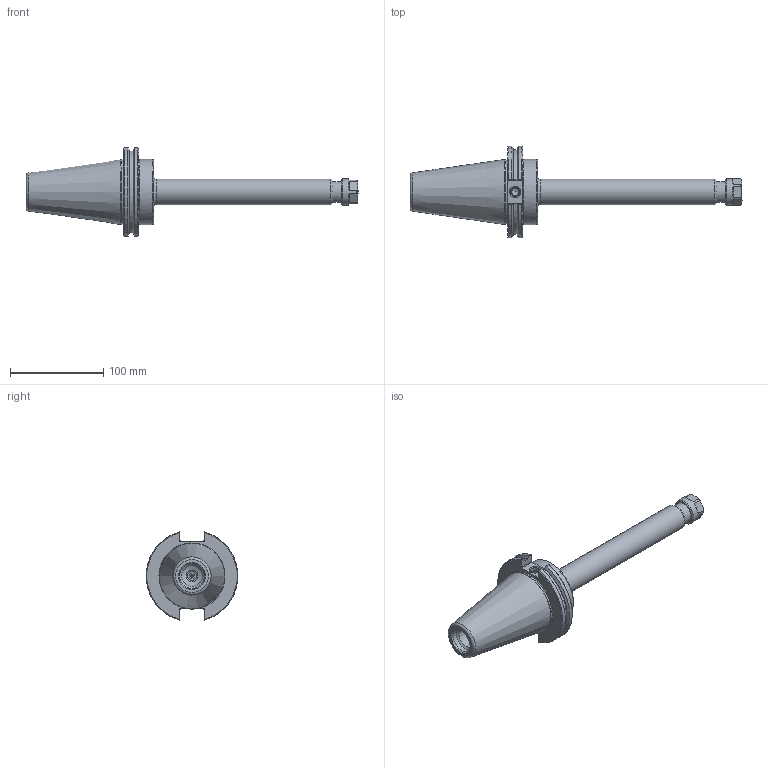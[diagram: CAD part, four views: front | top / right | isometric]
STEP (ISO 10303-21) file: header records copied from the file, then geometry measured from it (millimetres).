
FILE_DESCRIPTION((''),'2;1');
FILE_NAME('C50-16ER10.stp','2014-07-29T08:49:09',('kaykin'),(''),'Autodesk Inventor 2012','Autodesk Inventor 2012','');
FILE_SCHEMA(('AUTOMOTIVE_DESIGN { 1 0 10303 214 1 1 1 1 }'));
Length unit declared in the file: inch
Products named in the file (4): C50-16ER10; C50-16ER10-1; 16ERHN; BS-20
Assembly tree (3 placements, depth 2):
  C50-16ER10
    C50-16ER10-1
    16ERHN
    BS-20
Bounding box: 355.73 x 98.06 x 94.71 mm (x, y, z)
Volume: 475721.3 mm3; surface area: 78048.3 mm2
Topology: 3 solids, 3 shells, 146 faces, 367 edges, 234 vertices
Faces by surface type: plane 60, cylinder 39, cone 28, torus 11, bspline 8
Full cylindrical faces by diameter (mm): 2.286 x1, 8 x1, 9.462 x1, 9.728 x1, 10.135 x1, 10.973 x1, 11.176 x1, 12.7 x1, 12.9 x1, 16.8 x1, 18.4 x1, 20.5 x1, 21.971 x1, 22 x1, 23 x1, 26.365 x1, 27.432 x1, 28 x1, 69.342 x1, 69.85 x1
Entity records: 5191 total; most frequent: CARTESIAN_POINT 1817, DIRECTION 638, ORIENTED_EDGE 620, EDGE_CURVE 310, AXIS2_PLACEMENT_3D 259, VERTEX_POINT 222, EDGE_LOOP 204, FACE_OUTER_BOUND 146
